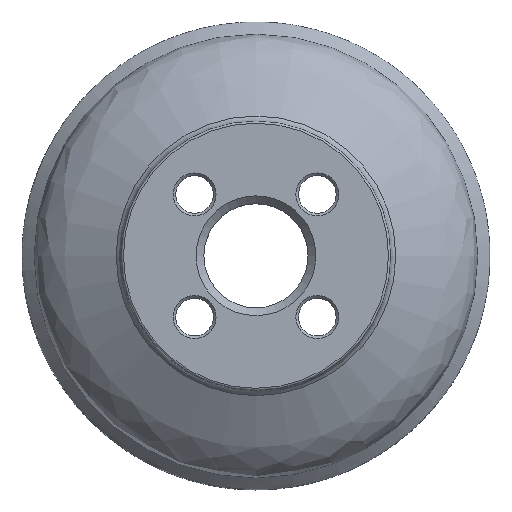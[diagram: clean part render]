
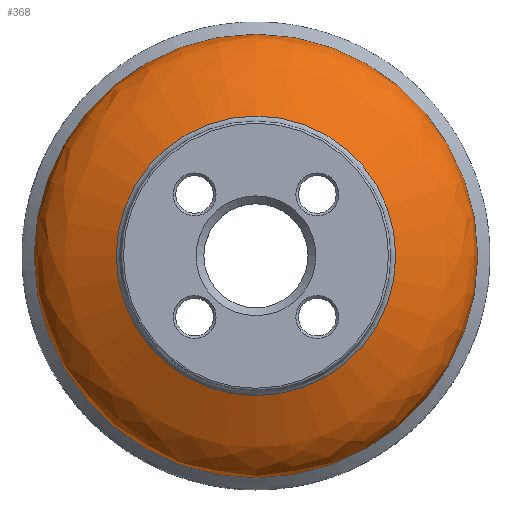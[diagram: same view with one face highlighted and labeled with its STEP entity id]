
A CAD part, top view. The second image highlights one B-rep face of the part: STEP entity #368.
In plain terms, the highlighted face is a revolution surface.
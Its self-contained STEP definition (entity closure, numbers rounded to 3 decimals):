
#94=SURFACE_OF_REVOLUTION('',#98,#96);
#96=AXIS1_PLACEMENT('',#10013,#753);
#98=B_SPLINE_CURVE_WITH_KNOTS('',3,(#10009,#10010,#10011,#10012),
 .UNSPECIFIED.,.F.,.F.,(4,4),(0.,1.),.UNSPECIFIED.);
#133=EDGE_LOOP('',(#209));
#134=EDGE_LOOP('',(#210));
#209=ORIENTED_EDGE('',*,*,#282,.T.);
#210=ORIENTED_EDGE('',*,*,#281,.F.);
#281=EDGE_CURVE('',#486,#486,#319,.T.);
#282=EDGE_CURVE('',#487,#487,#320,.T.);
#319=CIRCLE('',#641,53.736);
#320=CIRCLE('',#643,85.247);
#368=ADVANCED_FACE('',(#412,#413),#94,.F.);
#412=FACE_BOUND('',#133,.T.);
#413=FACE_BOUND('',#134,.T.);
#486=VERTEX_POINT('',#10005);
#487=VERTEX_POINT('',#10008);
#641=AXIS2_PLACEMENT_3D('',#10004,#747,#748);
#643=AXIS2_PLACEMENT_3D('',#10007,#751,#752);
#747=DIRECTION('',(0.,0.,1.));
#748=DIRECTION('',(0.,1.,0.));
#751=DIRECTION('',(0.,0.,1.));
#752=DIRECTION('',(0.,1.,0.));
#753=DIRECTION('',(0.,0.,1.));
#10004=CARTESIAN_POINT('',(0.,0.,-18.989));
#10005=CARTESIAN_POINT('',(0.,53.736,-18.989));
#10007=CARTESIAN_POINT('',(0.,0.,-45.289));
#10008=CARTESIAN_POINT('',(0.,85.247,-45.289));
#10009=CARTESIAN_POINT('',(0.,53.736,-18.989));
#10010=CARTESIAN_POINT('',(0.,57.86,-22.106));
#10011=CARTESIAN_POINT('',(0.,85.247,-31.326));
#10012=CARTESIAN_POINT('',(0.,85.247,-45.289));
#10013=CARTESIAN_POINT('',(0.,0.,-11.119));
